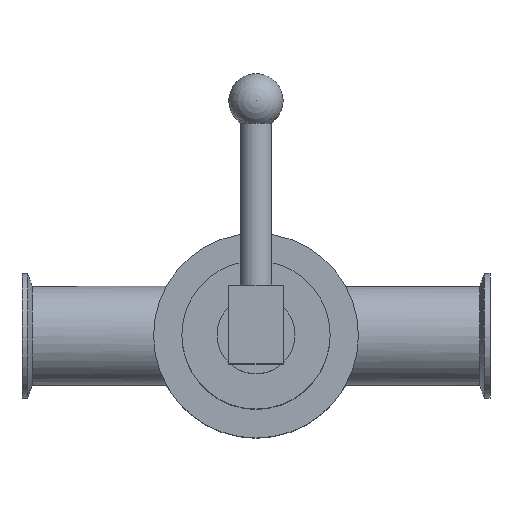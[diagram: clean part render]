
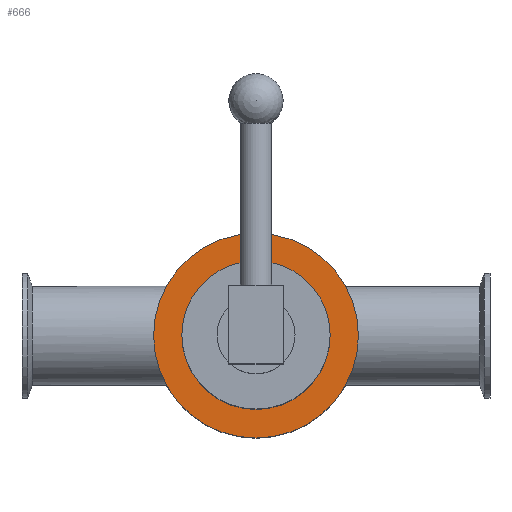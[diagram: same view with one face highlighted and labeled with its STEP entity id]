
A CAD part, top view. The second image highlights one B-rep face of the part: STEP entity #666.
In plain terms, the highlighted planar face has unit normal (0, 0, 1).
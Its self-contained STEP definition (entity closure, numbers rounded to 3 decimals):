
#33=PLANE('',#764);
#51=FACE_BOUND('',#171,.T.);
#110=FACE_OUTER_BOUND('',#170,.T.);
#170=EDGE_LOOP('',(#587));
#171=EDGE_LOOP('',(#588));
#285=CIRCLE('',#763,27.);
#286=CIRCLE('',#765,52.5);
#343=VERTEX_POINT('',#1374);
#344=VERTEX_POINT('',#1378);
#425=EDGE_CURVE('',#343,#343,#285,.T.);
#427=EDGE_CURVE('',#344,#344,#286,.T.);
#587=ORIENTED_EDGE('',*,*,#427,.F.);
#588=ORIENTED_EDGE('',*,*,#425,.T.);
#666=ADVANCED_FACE('',(#110,#51),#33,.T.);
#763=AXIS2_PLACEMENT_3D('',#1375,#949,#950);
#764=AXIS2_PLACEMENT_3D('',#1377,#952,#953);
#765=AXIS2_PLACEMENT_3D('',#1379,#954,#955);
#949=DIRECTION('center_axis',(0.,0.,-1.));
#950=DIRECTION('ref_axis',(-1.,0.,0.));
#952=DIRECTION('center_axis',(0.,0.,1.));
#953=DIRECTION('ref_axis',(1.,0.,0.));
#954=DIRECTION('center_axis',(0.,0.,-1.));
#955=DIRECTION('ref_axis',(-1.,0.,0.));
#1374=CARTESIAN_POINT('',(27.,0.,45.4));
#1375=CARTESIAN_POINT('Origin',(0.,0.,45.4));
#1377=CARTESIAN_POINT('Origin',(-39.75,0.,45.4));
#1378=CARTESIAN_POINT('',(52.5,0.,45.4));
#1379=CARTESIAN_POINT('Origin',(0.,0.,45.4));
